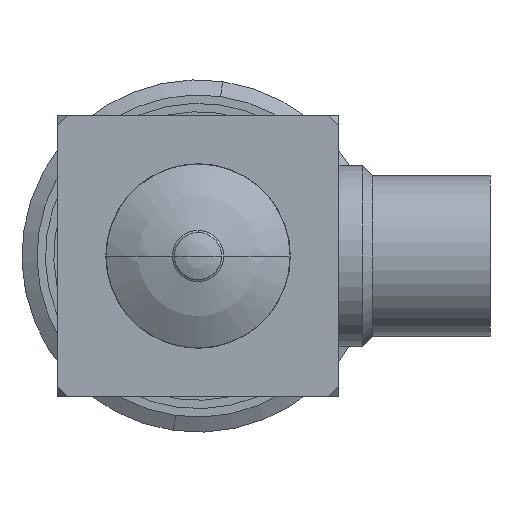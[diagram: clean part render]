
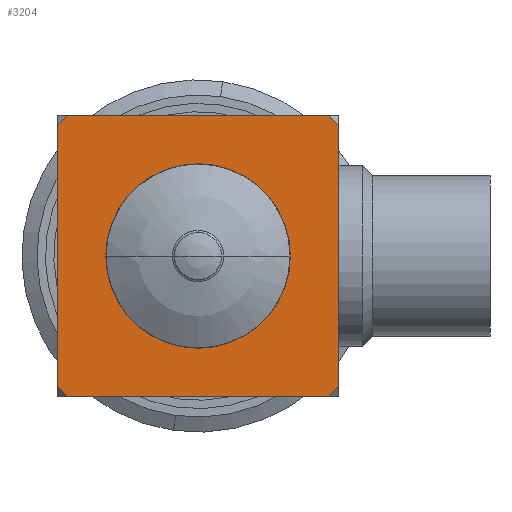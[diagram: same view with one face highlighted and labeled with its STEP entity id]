
A CAD part, left-side view. The second image highlights one B-rep face of the part: STEP entity #3204.
In plain terms, the highlighted planar face has unit normal (-1, 0, 0).
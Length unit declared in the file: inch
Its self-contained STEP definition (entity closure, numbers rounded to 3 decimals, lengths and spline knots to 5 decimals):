
#3 = DIRECTION ( 'NONE',  ( 0., 0.707, 0.707 ) ) ;
#208 = CARTESIAN_POINT ( 'NONE',  ( 0., 0., 0. ) ) ;
#268 = DIRECTION ( 'NONE',  ( 0., 0., 1. ) ) ;
#284 = LINE ( 'NONE', #1154, #923 ) ;
#293 = CARTESIAN_POINT ( 'NONE',  ( 0., -0.15354, -0.16535 ) ) ;
#336 = VERTEX_POINT ( 'NONE', #2551 ) ;
#352 = ORIENTED_EDGE ( 'NONE', *, *, #2068, .F. ) ;
#357 = CARTESIAN_POINT ( 'NONE',  ( 0., 0.16535, -0.16535 ) ) ;
#372 = EDGE_CURVE ( 'NONE', #2647, #4184, #2184, .T. ) ;
#399 = CARTESIAN_POINT ( 'NONE',  ( 0., 0.10531, -0.21358 ) ) ;
#525 = CARTESIAN_POINT ( 'NONE',  ( 0., 0.16535, 0.15354 ) ) ;
#601 = CARTESIAN_POINT ( 'NONE',  ( 0., -0.10827, 0. ) ) ;
#678 = ORIENTED_EDGE ( 'NONE', *, *, #3501, .T. ) ;
#693 = CARTESIAN_POINT ( 'NONE',  ( 0., -0.21358, 0.10531 ) ) ;
#706 = VECTOR ( 'NONE', #3, 39.37008 ) ;
#709 = ORIENTED_EDGE ( 'NONE', *, *, #5601, .T. ) ;
#882 = ORIENTED_EDGE ( 'NONE', *, *, #3674, .F. ) ;
#923 = VECTOR ( 'NONE', #4118, 39.37008 ) ;
#1016 = CARTESIAN_POINT ( 'NONE',  ( 0., -0.16535, -0.15354 ) ) ;
#1020 = EDGE_CURVE ( 'NONE', #3115, #2681, #5946, .T. ) ;
#1090 = CIRCLE ( 'NONE', #5627, 0.10827 ) ;
#1094 = FACE_OUTER_BOUND ( 'NONE', #2965, .T. ) ;
#1154 = CARTESIAN_POINT ( 'NONE',  ( 0., 0.16535, 0.16535 ) ) ;
#1487 = CARTESIAN_POINT ( 'NONE',  ( 0., -0.16535, 0.15354 ) ) ;
#1607 = DIRECTION ( 'NONE',  ( 0., 0., 1. ) ) ;
#1779 = VERTEX_POINT ( 'NONE', #6245 ) ;
#1817 = VERTEX_POINT ( 'NONE', #4959 ) ;
#1818 = ORIENTED_EDGE ( 'NONE', *, *, #2896, .F. ) ;
#1956 = ORIENTED_EDGE ( 'NONE', *, *, #5095, .T. ) ;
#1967 = EDGE_LOOP ( 'NONE', ( #882, #5393 ) ) ;
#1988 = VECTOR ( 'NONE', #6202, 39.37008 ) ;
#2008 = CARTESIAN_POINT ( 'NONE',  ( 0., 0., -0.10827 ) ) ;
#2068 = EDGE_CURVE ( 'NONE', #4937, #2681, #5032, .T. ) ;
#2184 = CIRCLE ( 'NONE', #4103, 0.10827 ) ;
#2384 = CARTESIAN_POINT ( 'NONE',  ( 0., 0., 0.10827 ) ) ;
#2426 = DIRECTION ( 'NONE',  ( -1., 0., 0. ) ) ;
#2551 = CARTESIAN_POINT ( 'NONE',  ( 0., -0.15354, 0.16535 ) ) ;
#2647 = VERTEX_POINT ( 'NONE', #2384 ) ;
#2670 = VERTEX_POINT ( 'NONE', #1487 ) ;
#2680 = VECTOR ( 'NONE', #3132, 39.37008 ) ;
#2681 = VERTEX_POINT ( 'NONE', #293 ) ;
#2696 = DIRECTION ( 'NONE',  ( 0., 0., 1. ) ) ;
#2896 = EDGE_CURVE ( 'NONE', #3115, #1817, #4477, .T. ) ;
#2926 = VECTOR ( 'NONE', #6219, 39.37008 ) ;
#2965 = EDGE_LOOP ( 'NONE', ( #709, #1956, #678, #4122, #5121, #1818, #3051, #352 ) ) ;
#3051 = ORIENTED_EDGE ( 'NONE', *, *, #1020, .T. ) ;
#3073 = LINE ( 'NONE', #4730, #1988 ) ;
#3115 = VERTEX_POINT ( 'NONE', #4090 ) ;
#3132 = DIRECTION ( 'NONE',  ( 0., 0.707, 0.707 ) ) ;
#3204 = ADVANCED_FACE ( 'NONE', ( #1094, #4474 ), #4007, .T. ) ;
#3249 = CARTESIAN_POINT ( 'NONE',  ( 0., -0.21358, -0.10531 ) ) ;
#3416 = EDGE_CURVE ( 'NONE', #4195, #1817, #5379, .T. ) ;
#3501 = EDGE_CURVE ( 'NONE', #336, #1779, #284, .T. ) ;
#3568 = CARTESIAN_POINT ( 'NONE',  ( 0., 0.16535, -0.16535 ) ) ;
#3640 = DIRECTION ( 'NONE',  ( -1., 0., 0. ) ) ;
#3674 = EDGE_CURVE ( 'NONE', #4184, #2647, #1090, .T. ) ;
#3786 = DIRECTION ( 'NONE',  ( 0., -1., 0. ) ) ;
#4007 = PLANE ( 'NONE',  #4171 ) ;
#4068 = VECTOR ( 'NONE', #6078, 39.37008 ) ;
#4090 = CARTESIAN_POINT ( 'NONE',  ( 0., 0.15354, -0.16535 ) ) ;
#4103 = AXIS2_PLACEMENT_3D ( 'NONE', #208, #3640, #268 ) ;
#4118 = DIRECTION ( 'NONE',  ( 0., 1., 0. ) ) ;
#4122 = ORIENTED_EDGE ( 'NONE', *, *, #5219, .F. ) ;
#4171 = AXIS2_PLACEMENT_3D ( 'NONE', #601, #5537, #1607 ) ;
#4180 = CARTESIAN_POINT ( 'NONE',  ( 0., -0.16535, -0.16535 ) ) ;
#4184 = VERTEX_POINT ( 'NONE', #2008 ) ;
#4195 = VERTEX_POINT ( 'NONE', #525 ) ;
#4433 = VECTOR ( 'NONE', #2696, 39.37008 ) ;
#4474 = FACE_BOUND ( 'NONE', #1967, .T. ) ;
#4477 = LINE ( 'NONE', #399, #706 ) ;
#4730 = CARTESIAN_POINT ( 'NONE',  ( 0., 0.10531, 0.21358 ) ) ;
#4937 = VERTEX_POINT ( 'NONE', #1016 ) ;
#4959 = CARTESIAN_POINT ( 'NONE',  ( 0., 0.16535, -0.15354 ) ) ;
#5032 = LINE ( 'NONE', #3249, #2926 ) ;
#5095 = EDGE_CURVE ( 'NONE', #2670, #336, #5367, .T. ) ;
#5121 = ORIENTED_EDGE ( 'NONE', *, *, #3416, .T. ) ;
#5185 = DIRECTION ( 'NONE',  ( 0., 0., 1. ) ) ;
#5219 = EDGE_CURVE ( 'NONE', #4195, #1779, #3073, .T. ) ;
#5367 = LINE ( 'NONE', #693, #2680 ) ;
#5379 = LINE ( 'NONE', #3568, #4068 ) ;
#5393 = ORIENTED_EDGE ( 'NONE', *, *, #372, .F. ) ;
#5537 = DIRECTION ( 'NONE',  ( -1., 0., 0. ) ) ;
#5545 = CARTESIAN_POINT ( 'NONE',  ( 0., 0., 0. ) ) ;
#5601 = EDGE_CURVE ( 'NONE', #4937, #2670, #6334, .T. ) ;
#5627 = AXIS2_PLACEMENT_3D ( 'NONE', #5545, #2426, #5185 ) ;
#5946 = LINE ( 'NONE', #357, #6100 ) ;
#6078 = DIRECTION ( 'NONE',  ( 0., 0., -1. ) ) ;
#6100 = VECTOR ( 'NONE', #3786, 39.37008 ) ;
#6202 = DIRECTION ( 'NONE',  ( 0., -0.707, 0.707 ) ) ;
#6219 = DIRECTION ( 'NONE',  ( 0., 0.707, -0.707 ) ) ;
#6245 = CARTESIAN_POINT ( 'NONE',  ( 0., 0.15354, 0.16535 ) ) ;
#6334 = LINE ( 'NONE', #4180, #4433 ) ;
